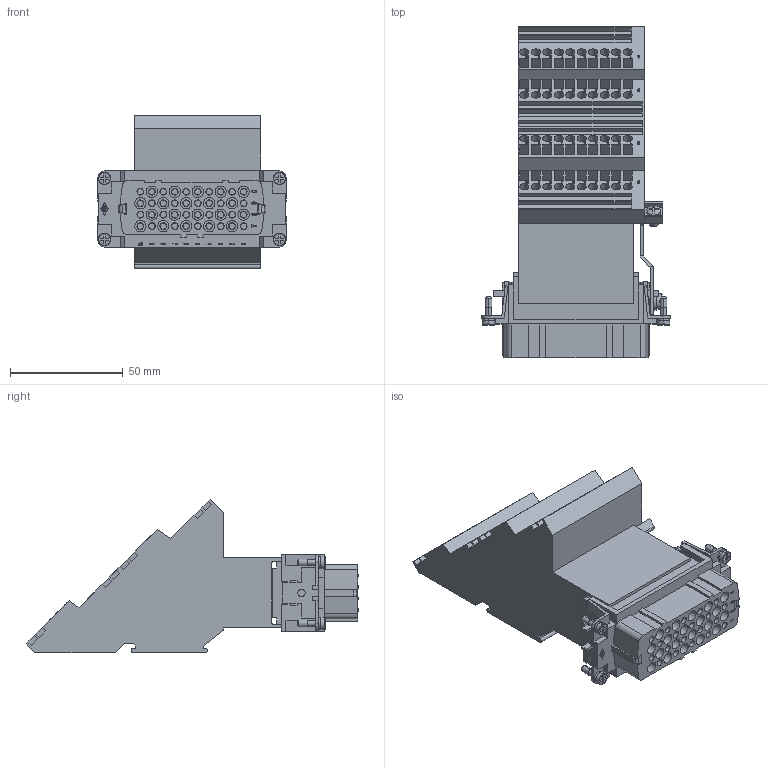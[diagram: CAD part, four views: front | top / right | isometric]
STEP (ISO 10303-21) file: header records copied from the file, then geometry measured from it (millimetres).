
FILE_DESCRIPTION((''),'2;1');
FILE_NAME('CTF 40 R.stp','2006-11-27T12:17:23',('gembarski'),(''),'Autodesk Inventor 7','Autodesk Inventor 7','');
FILE_SCHEMA(('AUTOMOTIVE_DESIGN { 1 0 10303 214 1 1 1 1 }'));
Length unit declared in the file: millimetre
Products named in the file (1): CTF 40 R
Bounding box: 83.5 x 147.01 x 68 mm (x, y, z)
Volume: 262101 mm3; surface area: 70031.9 mm2
Topology: 3 solids, 3 shells, 2226 faces, 5648 edges, 3731 vertices
Faces by surface type: plane 1110, bspline 678, cylinder 424, sphere 6, torus 4, cone 4
Entity records: 72774 total; most frequent: CARTESIAN_POINT 22062, ORIENTED_EDGE 11296, DIRECTION 8667, EDGE_CURVE 5648, VERTEX_POINT 3731, VECTOR 3611, LINE 3611, EDGE_LOOP 2571
